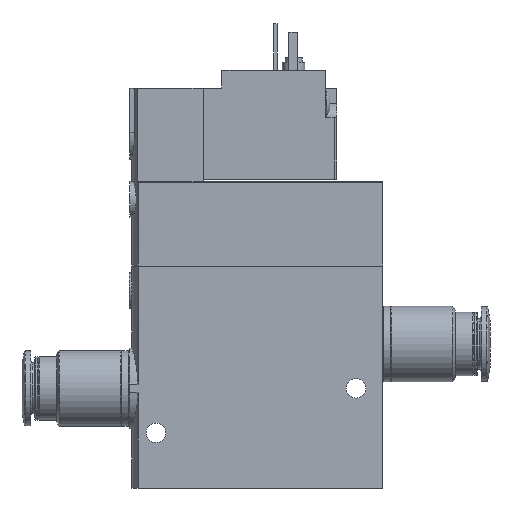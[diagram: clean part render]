
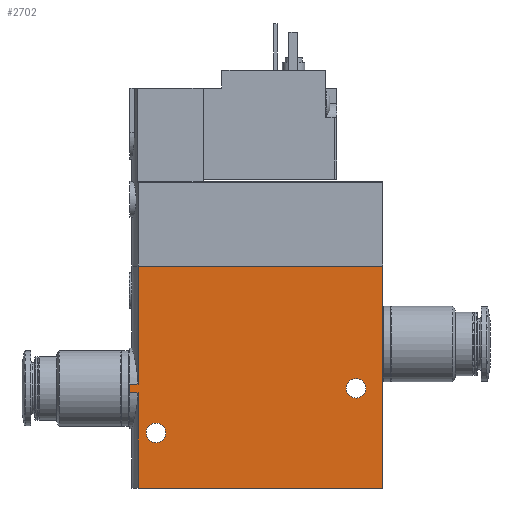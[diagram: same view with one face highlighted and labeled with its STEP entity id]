
A CAD part, left-side view. The second image highlights one B-rep face of the part: STEP entity #2702.
In plain terms, the highlighted face is planar.
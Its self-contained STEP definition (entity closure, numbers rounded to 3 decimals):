
#193=LINE('',#4395,#385);
#196=LINE('',#4404,#388);
#197=LINE('',#4417,#389);
#199=LINE('',#4435,#391);
#201=LINE('',#4440,#393);
#204=LINE('',#4462,#396);
#207=LINE('',#4475,#399);
#208=LINE('',#4476,#400);
#385=VECTOR('',#3566,1000.);
#388=VECTOR('',#3573,1000.);
#389=VECTOR('',#3576,1000.);
#391=VECTOR('',#3582,1000.);
#393=VECTOR('',#3588,1000.);
#396=VECTOR('',#3597,1000.);
#399=VECTOR('',#3612,1000.);
#400=VECTOR('',#3613,1000.);
#613=ORIENTED_EDGE('',*,*,#1353,.T.);
#614=ORIENTED_EDGE('',*,*,#1354,.T.);
#615=ORIENTED_EDGE('',*,*,#1335,.T.);
#616=ORIENTED_EDGE('',*,*,#1348,.F.);
#617=ORIENTED_EDGE('',*,*,#1355,.F.);
#618=ORIENTED_EDGE('',*,*,#1329,.T.);
#619=ORIENTED_EDGE('',*,*,#1356,.T.);
#620=ORIENTED_EDGE('',*,*,#1342,.F.);
#621=ORIENTED_EDGE('',*,*,#1333,.T.);
#622=ORIENTED_EDGE('',*,*,#1339,.T.);
#1329=EDGE_CURVE('',#1705,#1704,#193,.T.);
#1333=EDGE_CURVE('',#1709,#1708,#196,.F.);
#1335=EDGE_CURVE('',#1710,#1711,#197,.T.);
#1339=EDGE_CURVE('',#1708,#1710,#199,.T.);
#1342=EDGE_CURVE('',#1709,#1715,#201,.T.);
#1348=EDGE_CURVE('',#1719,#1711,#204,.T.);
#1353=EDGE_CURVE('',#1722,#1722,#1975,.T.);
#1354=EDGE_CURVE('',#1723,#1723,#1976,.T.);
#1355=EDGE_CURVE('',#1705,#1719,#207,.T.);
#1356=EDGE_CURVE('',#1704,#1715,#208,.T.);
#1704=VERTEX_POINT('',#4394);
#1705=VERTEX_POINT('',#4396);
#1708=VERTEX_POINT('',#4403);
#1709=VERTEX_POINT('',#4405);
#1710=VERTEX_POINT('',#4418);
#1711=VERTEX_POINT('',#4419);
#1715=VERTEX_POINT('',#4441);
#1719=VERTEX_POINT('',#4461);
#1722=VERTEX_POINT('',#4472);
#1723=VERTEX_POINT('',#4474);
#1975=CIRCLE('',#3256,2.2);
#1976=CIRCLE('',#3257,2.2);
#2107=EDGE_LOOP('',(#613));
#2108=EDGE_LOOP('',(#614));
#2109=EDGE_LOOP('',(#615,#616,#617,#618,#619,#620,#621,#622));
#2364=FACE_BOUND('',#2107,.T.);
#2365=FACE_BOUND('',#2108,.T.);
#2366=FACE_BOUND('',#2109,.T.);
#2611=PLANE('',#3255);
#2702=ADVANCED_FACE('',(#2364,#2365,#2366),#2611,.F.);
#3255=AXIS2_PLACEMENT_3D('',#4470,#3606,#3607);
#3256=AXIS2_PLACEMENT_3D('',#4471,#3608,#3609);
#3257=AXIS2_PLACEMENT_3D('',#4473,#3610,#3611);
#3566=DIRECTION('',(-1.,0.,0.));
#3573=DIRECTION('',(0.,-1.,0.));
#3576=DIRECTION('',(0.,-1.,0.));
#3582=DIRECTION('',(1.,0.,0.));
#3588=DIRECTION('',(-1.,0.,0.));
#3597=DIRECTION('',(-1.,0.,0.));
#3606=DIRECTION('',(0.,0.,1.));
#3607=DIRECTION('',(1.,0.,0.));
#3608=DIRECTION('',(0.,0.,1.));
#3609=DIRECTION('',(1.,0.,0.));
#3610=DIRECTION('',(0.,0.,1.));
#3611=DIRECTION('',(1.,0.,0.));
#3612=DIRECTION('',(0.,1.,0.));
#3613=DIRECTION('',(0.,1.,0.));
#4394=CARTESIAN_POINT('',(0.,0.,-9.));
#4395=CARTESIAN_POINT('',(50.,0.,-9.));
#4396=CARTESIAN_POINT('',(50.,0.,-9.));
#4403=CARTESIAN_POINT('',(26.55,57.,-9.));
#4404=CARTESIAN_POINT('',(26.55,0.,-9.));
#4405=CARTESIAN_POINT('',(26.55,55.018,-9.));
#4417=CARTESIAN_POINT('',(28.45,0.,-9.));
#4418=CARTESIAN_POINT('',(28.45,57.,-9.));
#4419=CARTESIAN_POINT('',(28.45,55.018,-9.));
#4435=CARTESIAN_POINT('',(27.5,57.,-9.));
#4440=CARTESIAN_POINT('',(50.,55.018,-9.));
#4441=CARTESIAN_POINT('',(0.,55.018,-9.));
#4461=CARTESIAN_POINT('',(50.,55.018,-9.));
#4462=CARTESIAN_POINT('',(50.,55.018,-9.));
#4470=CARTESIAN_POINT('',(50.,0.,-9.));
#4471=CARTESIAN_POINT('',(27.5,6.,-9.));
#4472=CARTESIAN_POINT('',(29.7,6.,-9.));
#4473=CARTESIAN_POINT('',(37.5,51.,-9.));
#4474=CARTESIAN_POINT('',(39.7,51.,-9.));
#4475=CARTESIAN_POINT('',(50.,0.,-9.));
#4476=CARTESIAN_POINT('',(0.,0.,-9.));
